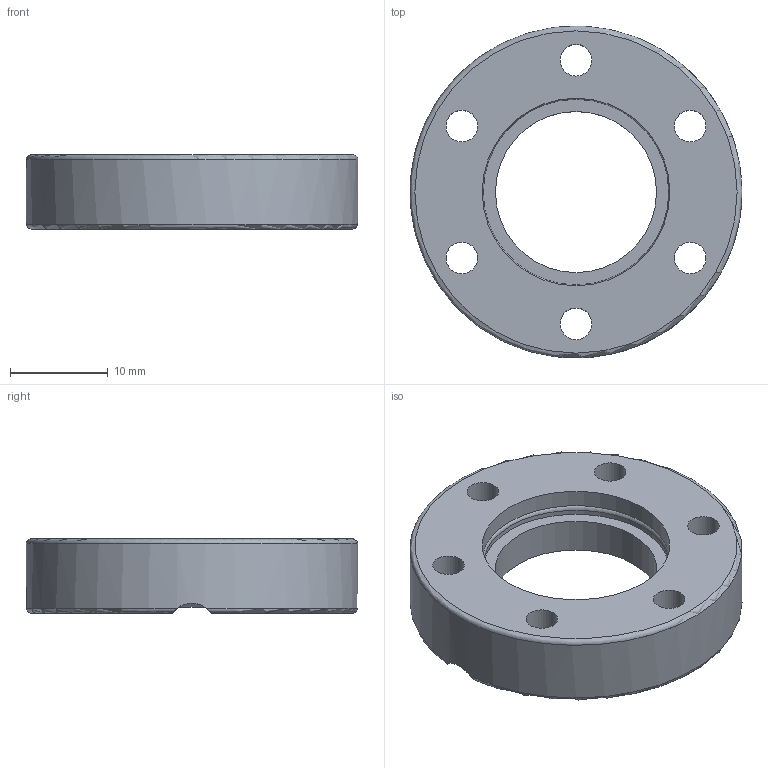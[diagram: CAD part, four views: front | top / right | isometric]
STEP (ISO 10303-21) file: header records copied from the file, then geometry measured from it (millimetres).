
FILE_DESCRIPTION((''),'2;1');
FILE_NAME('F16RB19T-316LNS.stp','2009-03-13T09:01:03',('hasers'),(''),'Autodesk Inventor 2008','Autodesk Inventor 2008','');
FILE_SCHEMA(('AUTOMOTIVE_DESIGN { 1 0 10303 214 1 1 1 1 }'));
Length unit declared in the file: millimetre
Products named in the file (4): F16RB19T-316LNS; i-F16RB19T-316LNS; CF-R [Subject [Summary]=-316LNS][Title [Summary]=F16ROT]; CF-R [Subject [Summary]=-316LNS][Title [Summary]=F16RIB19]
Assembly tree (3 placements, depth 3):
  F16RB19T-316LNS
    i-F16RB19T-316LNS
      CF-R [Subject [Summary]=-316LNS][Title [Summary]=F16ROT]
      CF-R [Subject [Summary]=-316LNS][Title [Summary]=F16RIB19]
Bounding box: 34 x 33.98 x 7.6 mm (x, y, z)
Volume: 4445.8 mm3; surface area: 3725.6 mm2
Topology: 2 solids, 2 shells, 33 faces, 83 edges, 55 vertices
Faces by surface type: bspline 13, torus 7, cylinder 5, plane 5, cone 3
Full cylindrical faces by diameter (mm): 21.3 x1, 22 x1, 34 x1
Entity records: 1181 total; most frequent: CARTESIAN_POINT 443, DIRECTION 134, ORIENTED_EDGE 100, EDGE_LOOP 72, AXIS2_PLACEMENT_3D 65, EDGE_CURVE 50, VERTEX_POINT 44, FACE_BOUND 39
